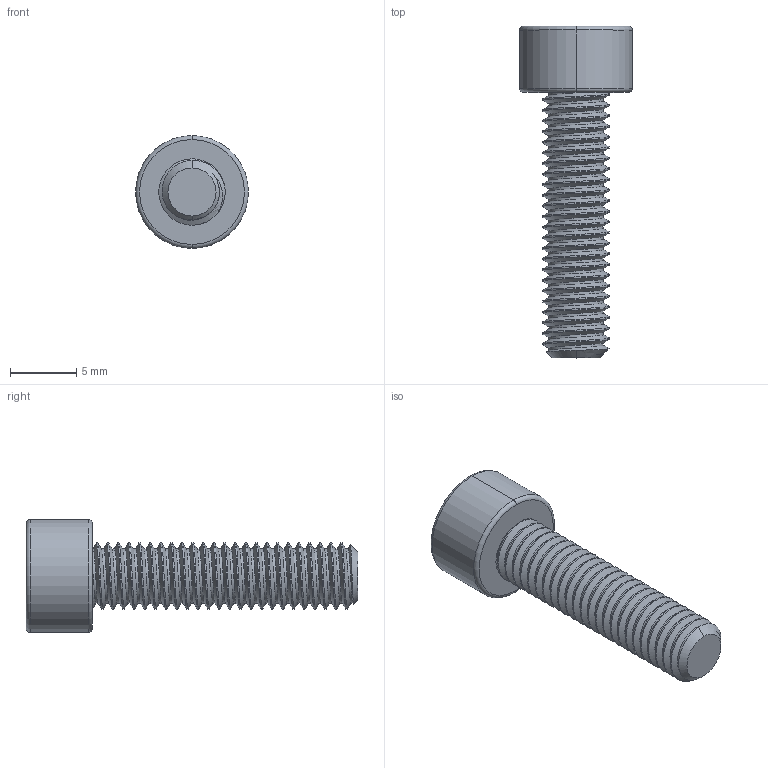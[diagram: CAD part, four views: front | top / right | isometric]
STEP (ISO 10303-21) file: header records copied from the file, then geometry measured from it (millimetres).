
FILE_DESCRIPTION (( 'STEP AP214' ), '1' );
FILE_NAME ('Screw_DIN_912_M5x20F_A2.STEP', '2024-07-16T05:41:41', ( '' ), ( '' ), 'SwSTEP 2.0', 'SolidWorks 2023', '' );
FILE_SCHEMA (( 'AUTOMOTIVE_DESIGN' ));
Length unit declared in the file: millimetre
Products named in the file (1): Screw_DIN_912_M5x20F_A2
Bounding box: 8.5 x 25 x 8.5 mm (x, y, z)
Volume: 564.9 mm3; surface area: 729.4 mm2
Topology: 1 solids, 1 shells, 82 faces, 218 edges, 140 vertices
Faces by surface type: cylinder 51, plane 22, torus 4, bspline 3, cone 2
Entity records: 6524 total; most frequent: CARTESIAN_POINT 4780, ORIENTED_EDGE 436, DIRECTION 286, EDGE_CURVE 218, VERTEX_POINT 140, AXIS2_PLACEMENT_3D 96, LINE 94, VECTOR 94
